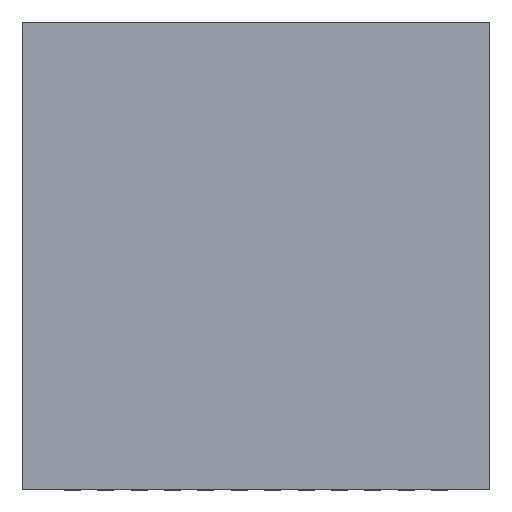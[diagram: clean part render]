
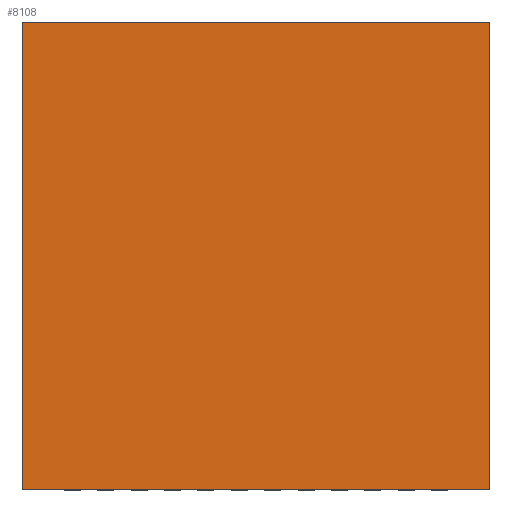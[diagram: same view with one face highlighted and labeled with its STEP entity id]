
A CAD part, top view. The second image highlights one B-rep face of the part: STEP entity #8108.
In plain terms, the highlighted face is planar.
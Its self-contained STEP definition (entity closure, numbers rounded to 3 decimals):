
#3752=DIRECTION('',(0.,0.,1.));
#3753=VECTOR('',#3752,7.);
#3754=CARTESIAN_POINT('',(-3.5,0.975,-3.5));
#3755=LINE('',#3754,#3753);
#3759=DIRECTION('',(-1.,0.,0.));
#3760=VECTOR('',#3759,7.);
#3761=CARTESIAN_POINT('',(3.5,0.975,-3.5));
#3762=LINE('',#3761,#3760);
#3766=DIRECTION('',(0.,0.,-1.));
#3767=VECTOR('',#3766,7.);
#3768=CARTESIAN_POINT('',(3.5,0.975,3.5));
#3769=LINE('',#3768,#3767);
#3773=DIRECTION('',(1.,0.,0.));
#3774=VECTOR('',#3773,7.);
#3775=CARTESIAN_POINT('',(-3.5,0.975,3.5));
#3776=LINE('',#3775,#3774);
#4852=CARTESIAN_POINT('',(-3.5,0.975,-3.5));
#4853=CARTESIAN_POINT('',(-3.5,0.975,3.5));
#4854=VERTEX_POINT('',#4852);
#4855=VERTEX_POINT('',#4853);
#4856=CARTESIAN_POINT('',(3.5,0.975,3.5));
#4857=VERTEX_POINT('',#4856);
#4858=CARTESIAN_POINT('',(3.5,0.975,-3.5));
#4859=VERTEX_POINT('',#4858);
#8097=CARTESIAN_POINT('',(0.,0.975,0.));
#8098=DIRECTION('',(0.,1.,0.));
#8099=DIRECTION('',(1.,0.,0.));
#8100=AXIS2_PLACEMENT_3D('',#8097,#8098,#8099);
#8101=PLANE('',#8100);
#8102=ORIENTED_EDGE('',*,*,#7432,.F.);
#8103=ORIENTED_EDGE('',*,*,#6351,.F.);
#8104=ORIENTED_EDGE('',*,*,#7016,.F.);
#8105=ORIENTED_EDGE('',*,*,#7185,.F.);
#8106=EDGE_LOOP('',(#8102,#8103,#8104,#8105));
#8107=FACE_OUTER_BOUND('',#8106,.F.);
#6351=EDGE_CURVE('',#4859,#4854,#3762,.T.);
#7016=EDGE_CURVE('',#4857,#4859,#3769,.T.);
#7185=EDGE_CURVE('',#4855,#4857,#3776,.T.);
#7432=EDGE_CURVE('',#4854,#4855,#3755,.T.);
#8108=ADVANCED_FACE('',(#8107),#8101,.T.);
